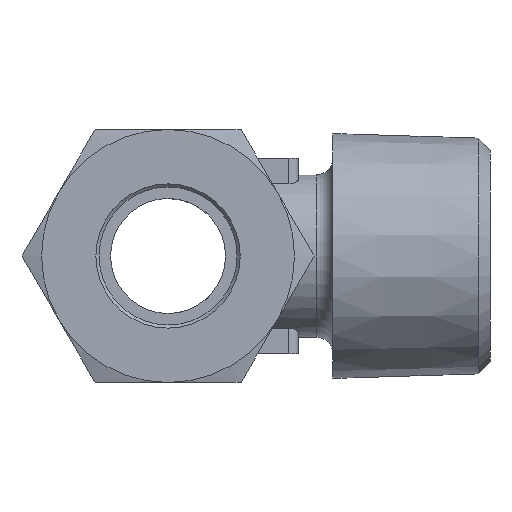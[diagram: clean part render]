
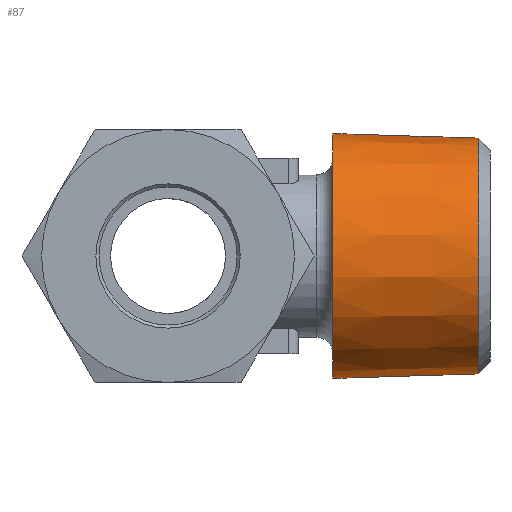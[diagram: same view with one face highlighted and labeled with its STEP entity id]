
A CAD part, left-side view. The second image highlights one B-rep face of the part: STEP entity #87.
In plain terms, the highlighted conical face has half-angle 1.788 degrees and reference radius 10.648 mm.
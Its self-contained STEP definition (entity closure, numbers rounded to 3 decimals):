
#87 = ADVANCED_FACE( '', ( #207, #208 ), #209, .T. );
#207 = FACE_BOUND( '', #433, .T. );
#208 = FACE_OUTER_BOUND( '', #434, .T. );
#209 = CONICAL_SURFACE( '', #435, 10.648, 0.031 );
#433 = EDGE_LOOP( '', ( #746 ) );
#434 = EDGE_LOOP( '', ( #747 ) );
#435 = AXIS2_PLACEMENT_3D( '', #748, #749, #750 );
#746 = ORIENTED_EDGE( '', *, *, #1419, .F. );
#747 = ORIENTED_EDGE( '', *, *, #1420, .T. );
#748 = CARTESIAN_POINT( '', ( 0., -14.336, 0. ) );
#749 = DIRECTION( '', ( 0., 1., 0. ) );
#750 = DIRECTION( '', ( 0., 0., 1. ) );
#1419 = EDGE_CURVE( '', #1699, #1699, #1700, .T. );
#1420 = EDGE_CURVE( '', #1701, #1701, #1702, .T. );
#1699 = VERTEX_POINT( '', #2175 );
#1700 = CIRCLE( '', #2176, 10.252 );
#1701 = VERTEX_POINT( '', #2177 );
#1702 = CIRCLE( '', #2178, 10.648 );
#2175 = CARTESIAN_POINT( '', ( 0., -27.023, -10.252 ) );
#2176 = AXIS2_PLACEMENT_3D( '', #2856, #2857, #2858 );
#2177 = CARTESIAN_POINT( '', ( 0., -14.336, -10.648 ) );
#2178 = AXIS2_PLACEMENT_3D( '', #2859, #2860, #2861 );
#2856 = CARTESIAN_POINT( '', ( 0., -27.023, 0. ) );
#2857 = DIRECTION( '', ( 0., -1., 0. ) );
#2858 = DIRECTION( '', ( 0., 0., -1. ) );
#2859 = CARTESIAN_POINT( '', ( 0., -14.336, 0. ) );
#2860 = DIRECTION( '', ( 0., -1., 0. ) );
#2861 = DIRECTION( '', ( 0., 0., -1. ) );
